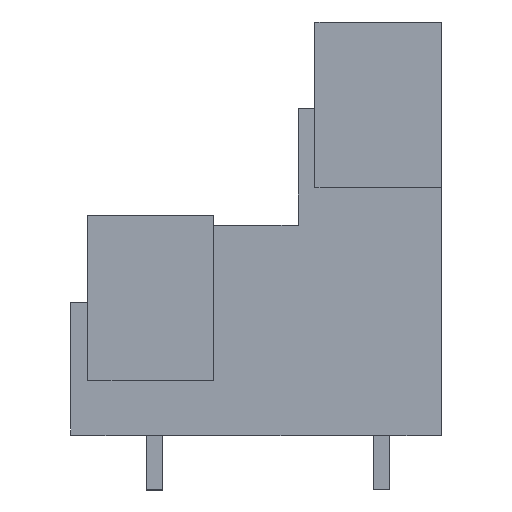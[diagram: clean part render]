
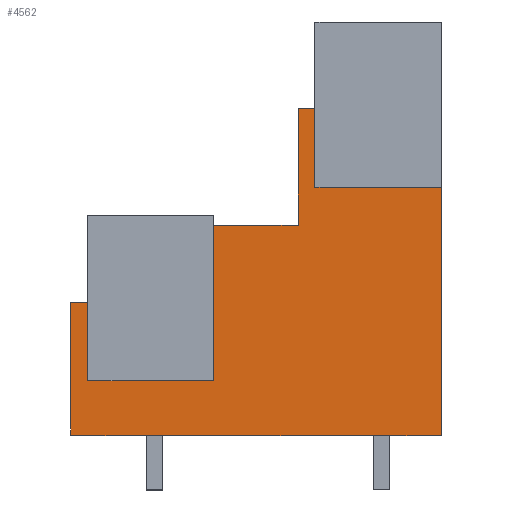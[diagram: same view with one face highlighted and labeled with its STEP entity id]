
A CAD part, left-side view. The second image highlights one B-rep face of the part: STEP entity #4562.
In plain terms, the highlighted planar face has unit normal (-1, 0, 0).
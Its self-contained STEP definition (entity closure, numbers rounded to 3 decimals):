
#4447=AXIS2_PLACEMENT_3D('Plane Axis2P3D',#4444,#4445,#4446) ;
#3634=CARTESIAN_POINT('Vertex',(0.7,7.5,22.6)) ;
#3637=CARTESIAN_POINT('Line Origine',(0.7,7.5,20.275)) ;
#3641=CARTESIAN_POINT('Vertex',(0.7,7.5,17.95)) ;
#3862=CARTESIAN_POINT('Vertex',(0.7,0.,17.95)) ;
#3865=CARTESIAN_POINT('Line Origine',(0.7,0.,10.575)) ;
#3869=CARTESIAN_POINT('Vertex',(0.7,0.,3.2)) ;
#4429=CARTESIAN_POINT('Vertex',(0.7,8.5,22.6)) ;
#4432=CARTESIAN_POINT('Line Origine',(0.7,8.,22.6)) ;
#4444=CARTESIAN_POINT('Axis2P3D Location',(0.7,0.,3.6)) ;
#4449=CARTESIAN_POINT('Line Origine',(0.7,17.,3.2)) ;
#4453=CARTESIAN_POINT('Vertex',(0.7,15.,3.2)) ;
#4455=CARTESIAN_POINT('Vertex',(0.7,19.,3.2)) ;
#4458=CARTESIAN_POINT('Line Origine',(0.7,10.5,3.2)) ;
#4462=CARTESIAN_POINT('Vertex',(0.7,6.,3.2)) ;
#4465=CARTESIAN_POINT('Line Origine',(0.7,4.5,3.2)) ;
#4469=CARTESIAN_POINT('Vertex',(0.7,3.,3.2)) ;
#4472=CARTESIAN_POINT('Line Origine',(0.7,1.5,3.2)) ;
#4477=CARTESIAN_POINT('Line Origine',(0.7,3.75,17.95)) ;
#4482=CARTESIAN_POINT('Line Origine',(0.7,8.5,19.15)) ;
#4486=CARTESIAN_POINT('Vertex',(0.7,8.5,15.7)) ;
#4489=CARTESIAN_POINT('Line Origine',(0.7,11.013,15.7)) ;
#4493=CARTESIAN_POINT('Vertex',(0.7,13.525,15.7)) ;
#4496=CARTESIAN_POINT('Line Origine',(0.7,13.525,11.075)) ;
#4500=CARTESIAN_POINT('Vertex',(0.7,13.525,6.45)) ;
#4503=CARTESIAN_POINT('Line Origine',(0.7,17.25,6.45)) ;
#4507=CARTESIAN_POINT('Vertex',(0.7,20.975,6.45)) ;
#4510=CARTESIAN_POINT('Line Origine',(0.7,20.975,8.775)) ;
#4514=CARTESIAN_POINT('Vertex',(0.7,20.975,11.1)) ;
#4517=CARTESIAN_POINT('Line Origine',(0.7,21.487,11.1)) ;
#4521=CARTESIAN_POINT('Vertex',(0.7,22.,11.1)) ;
#4524=CARTESIAN_POINT('Line Origine',(0.7,22.,7.35)) ;
#4528=CARTESIAN_POINT('Vertex',(0.7,22.,3.6)) ;
#4531=CARTESIAN_POINT('Line Origine',(0.7,22.,3.4)) ;
#4535=CARTESIAN_POINT('Vertex',(0.7,22.,3.2)) ;
#4538=CARTESIAN_POINT('Line Origine',(0.7,20.5,3.2)) ;
#3638=DIRECTION('Vector Direction',(0.,0.,-1.)) ;
#3866=DIRECTION('Vector Direction',(0.,0.,1.)) ;
#4433=DIRECTION('Vector Direction',(0.,1.,0.)) ;
#4445=DIRECTION('Axis2P3D Direction',(-1.,0.,0.)) ;
#4446=DIRECTION('Axis2P3D XDirection',(0.,0.,-1.)) ;
#4450=DIRECTION('Vector Direction',(0.,-1.,0.)) ;
#4459=DIRECTION('Vector Direction',(0.,-1.,0.)) ;
#4466=DIRECTION('Vector Direction',(0.,-1.,0.)) ;
#4473=DIRECTION('Vector Direction',(0.,-1.,0.)) ;
#4478=DIRECTION('Vector Direction',(0.,-1.,0.)) ;
#4483=DIRECTION('Vector Direction',(0.,0.,-1.)) ;
#4490=DIRECTION('Vector Direction',(0.,1.,0.)) ;
#4497=DIRECTION('Vector Direction',(0.,0.,-1.)) ;
#4504=DIRECTION('Vector Direction',(0.,-1.,0.)) ;
#4511=DIRECTION('Vector Direction',(0.,0.,-1.)) ;
#4518=DIRECTION('Vector Direction',(0.,1.,0.)) ;
#4525=DIRECTION('Vector Direction',(0.,0.,1.)) ;
#4532=DIRECTION('Vector Direction',(0.,0.,-1.)) ;
#4539=DIRECTION('Vector Direction',(0.,-1.,0.)) ;
#3639=VECTOR('Line Direction',#3638,1.) ;
#3867=VECTOR('Line Direction',#3866,1.) ;
#4434=VECTOR('Line Direction',#4433,1.) ;
#4451=VECTOR('Line Direction',#4450,1.) ;
#4460=VECTOR('Line Direction',#4459,1.) ;
#4467=VECTOR('Line Direction',#4466,1.) ;
#4474=VECTOR('Line Direction',#4473,1.) ;
#4479=VECTOR('Line Direction',#4478,1.) ;
#4484=VECTOR('Line Direction',#4483,1.) ;
#4491=VECTOR('Line Direction',#4490,1.) ;
#4498=VECTOR('Line Direction',#4497,1.) ;
#4505=VECTOR('Line Direction',#4504,1.) ;
#4512=VECTOR('Line Direction',#4511,1.) ;
#4519=VECTOR('Line Direction',#4518,1.) ;
#4526=VECTOR('Line Direction',#4525,1.) ;
#4533=VECTOR('Line Direction',#4532,1.) ;
#4540=VECTOR('Line Direction',#4539,1.) ;
#4544=ORIENTED_EDGE('',*,*,#4457,.F.) ;
#4545=ORIENTED_EDGE('',*,*,#4464,.T.) ;
#4546=ORIENTED_EDGE('',*,*,#4471,.F.) ;
#4547=ORIENTED_EDGE('',*,*,#4476,.T.) ;
#4548=ORIENTED_EDGE('',*,*,#3871,.T.) ;
#4549=ORIENTED_EDGE('',*,*,#4481,.F.) ;
#4550=ORIENTED_EDGE('',*,*,#3643,.F.) ;
#4551=ORIENTED_EDGE('',*,*,#4436,.T.) ;
#4552=ORIENTED_EDGE('',*,*,#4488,.T.) ;
#4553=ORIENTED_EDGE('',*,*,#4495,.T.) ;
#4554=ORIENTED_EDGE('',*,*,#4502,.T.) ;
#4555=ORIENTED_EDGE('',*,*,#4509,.F.) ;
#4556=ORIENTED_EDGE('',*,*,#4516,.F.) ;
#4557=ORIENTED_EDGE('',*,*,#4523,.T.) ;
#4558=ORIENTED_EDGE('',*,*,#4530,.F.) ;
#4559=ORIENTED_EDGE('',*,*,#4537,.F.) ;
#4560=ORIENTED_EDGE('',*,*,#4542,.T.) ;
#4562=ADVANCED_FACE('Housing',(#4561),#4448,.T.) ;
#3643=EDGE_CURVE('',#3635,#3642,#3640,.T.) ;
#3871=EDGE_CURVE('',#3870,#3863,#3868,.T.) ;
#4436=EDGE_CURVE('',#3635,#4430,#4435,.T.) ;
#4457=EDGE_CURVE('',#4454,#4456,#4452,.F.) ;
#4464=EDGE_CURVE('',#4454,#4463,#4461,.T.) ;
#4471=EDGE_CURVE('',#4470,#4463,#4468,.F.) ;
#4476=EDGE_CURVE('',#4470,#3870,#4475,.T.) ;
#4481=EDGE_CURVE('',#3642,#3863,#4480,.T.) ;
#4488=EDGE_CURVE('',#4430,#4487,#4485,.T.) ;
#4495=EDGE_CURVE('',#4487,#4494,#4492,.T.) ;
#4502=EDGE_CURVE('',#4494,#4501,#4499,.T.) ;
#4509=EDGE_CURVE('',#4508,#4501,#4506,.T.) ;
#4516=EDGE_CURVE('',#4515,#4508,#4513,.T.) ;
#4523=EDGE_CURVE('',#4515,#4522,#4520,.T.) ;
#4530=EDGE_CURVE('',#4529,#4522,#4527,.T.) ;
#4537=EDGE_CURVE('',#4536,#4529,#4534,.F.) ;
#4542=EDGE_CURVE('',#4536,#4456,#4541,.T.) ;
#4543=EDGE_LOOP('',(#4544,#4545,#4546,#4547,#4548,#4549,#4550,#4551,#4552,#4553,#4554,#4555,#4556,#4557,#4558,#4559,#4560)) ;
#4561=FACE_OUTER_BOUND('',#4543,.T.) ;
#3640=LINE('Line',#3637,#3639) ;
#3868=LINE('Line',#3865,#3867) ;
#4435=LINE('Line',#4432,#4434) ;
#4452=LINE('Line',#4449,#4451) ;
#4461=LINE('Line',#4458,#4460) ;
#4468=LINE('Line',#4465,#4467) ;
#4475=LINE('Line',#4472,#4474) ;
#4480=LINE('Line',#4477,#4479) ;
#4485=LINE('Line',#4482,#4484) ;
#4492=LINE('Line',#4489,#4491) ;
#4499=LINE('Line',#4496,#4498) ;
#4506=LINE('Line',#4503,#4505) ;
#4513=LINE('Line',#4510,#4512) ;
#4520=LINE('Line',#4517,#4519) ;
#4527=LINE('Line',#4524,#4526) ;
#4534=LINE('Line',#4531,#4533) ;
#4541=LINE('Line',#4538,#4540) ;
#4448=PLANE('',#4447) ;
#3635=VERTEX_POINT('',#3634) ;
#3642=VERTEX_POINT('',#3641) ;
#3863=VERTEX_POINT('',#3862) ;
#3870=VERTEX_POINT('',#3869) ;
#4430=VERTEX_POINT('',#4429) ;
#4454=VERTEX_POINT('',#4453) ;
#4456=VERTEX_POINT('',#4455) ;
#4463=VERTEX_POINT('',#4462) ;
#4470=VERTEX_POINT('',#4469) ;
#4487=VERTEX_POINT('',#4486) ;
#4494=VERTEX_POINT('',#4493) ;
#4501=VERTEX_POINT('',#4500) ;
#4508=VERTEX_POINT('',#4507) ;
#4515=VERTEX_POINT('',#4514) ;
#4522=VERTEX_POINT('',#4521) ;
#4529=VERTEX_POINT('',#4528) ;
#4536=VERTEX_POINT('',#4535) ;
